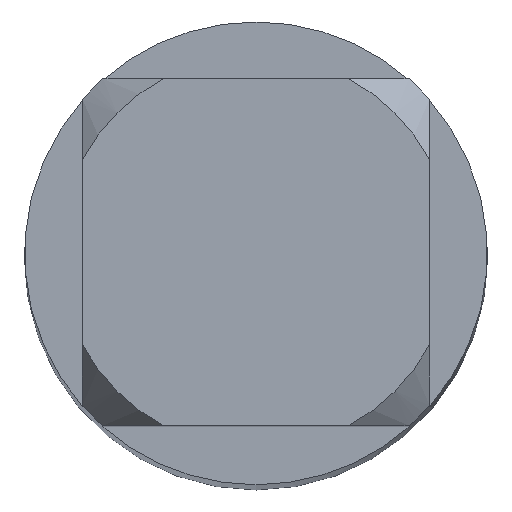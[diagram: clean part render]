
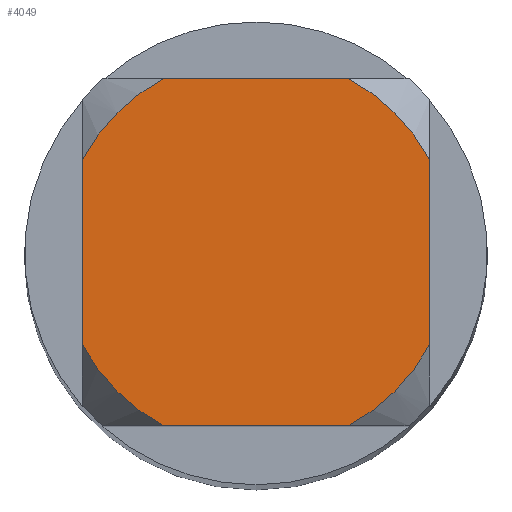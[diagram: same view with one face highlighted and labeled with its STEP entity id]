
A CAD part, top view. The second image highlights one B-rep face of the part: STEP entity #4049.
In plain terms, the highlighted planar face has unit normal (0, 0, 1).
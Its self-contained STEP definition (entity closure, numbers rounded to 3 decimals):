
#2279=VERTEX_POINT('',#6250);
#2285=VERTEX_POINT('',#6256);
#2865=VERTEX_POINT('',#6879);
#3271=EDGE_CURVE('',#4387,#3405,#7325,.T.);
#3353=VERTEX_POINT('',#7412);
#3405=VERTEX_POINT('',#7471);
#3503=EDGE_CURVE('',#4387,#3353,#7582,.T.);
#3811=VERTEX_POINT('',#7915);
#4049=ADVANCED_FACE('',(#8176),#8177,.T.);
#4155=EDGE_CURVE('',#2865,#3353,#8290,.T.);
#4237=EDGE_CURVE('',#2285,#3405,#8379,.T.);
#4305=EDGE_CURVE('',#2865,#3811,#8455,.T.);
#4323=EDGE_CURVE('',#2279,#5877,#8473,.T.);
#4387=VERTEX_POINT('',#8541);
#5519=EDGE_CURVE('',#2285,#5877,#9776,.T.);
#5727=EDGE_CURVE('',#2279,#3811,#10006,.T.);
#5877=VERTEX_POINT('',#10170);
#6250=CARTESIAN_POINT('',(1.5,-0.8,0.0));
#6256=CARTESIAN_POINT('',(-0.8,-1.5,0.0));
#6879=CARTESIAN_POINT('',(0.8,1.5,0.0));
#7325=LINE('',#15078,#15079);
#7412=CARTESIAN_POINT('',(-0.8,1.5,0.0));
#7471=CARTESIAN_POINT('',(-1.5,-0.8,0.0));
#7582=CIRCLE('',#16186,1.7);
#7915=CARTESIAN_POINT('',(1.5,0.8,0.0));
#8176=FACE_OUTER_BOUND('',#18228,.T.);
#8177=PLANE('',#18229);
#8290=LINE('',#18468,#18469);
#8379=CIRCLE('',#18785,1.7);
#8455=CIRCLE('',#19062,1.7);
#8473=CIRCLE('',#19091,1.7);
#8541=CARTESIAN_POINT('',(-1.5,0.8,0.0));
#9776=LINE('',#23916,#23917);
#10006=LINE('',#24685,#24686);
#10170=CARTESIAN_POINT('',(0.8,-1.5,0.0));
#15078=CARTESIAN_POINT('',(-1.5,0.425,0.0));
#15079=VECTOR('',#26595,1.0);
#16186=AXIS2_PLACEMENT_3D('',#26855,#26856,#26857);
#18228=EDGE_LOOP('',(#27427,#27428,#27429,#27430,#27431,#27432,#27433,#27434));
#18229=AXIS2_PLACEMENT_3D('',#27435,#27436,#27437);
#18468=CARTESIAN_POINT('',(0.0,1.5,0.0));
#18469=VECTOR('',#27535,1.0);
#18785=AXIS2_PLACEMENT_3D('',#27609,#27610,#27611);
#19062=AXIS2_PLACEMENT_3D('',#27686,#27687,#27688);
#19091=AXIS2_PLACEMENT_3D('',#27696,#27697,#27698);
#23916=CARTESIAN_POINT('',(0.0,-1.5,0.0));
#23917=VECTOR('',#29166,1.0);
#24685=CARTESIAN_POINT('',(1.5,0.425,0.0));
#24686=VECTOR('',#29381,1.0);
#26595=DIRECTION('',(-0.0,-1.0,0.0));
#26855=CARTESIAN_POINT('',(0.0,0.0,0.0));
#26856=DIRECTION('',(0.0,0.0,-1.0));
#26857=DIRECTION('',(0.0,1.0,0.0));
#27427=ORIENTED_EDGE('',*,*,#3271,.T.);
#27428=ORIENTED_EDGE('',*,*,#4237,.F.);
#27429=ORIENTED_EDGE('',*,*,#5519,.T.);
#27430=ORIENTED_EDGE('',*,*,#4323,.F.);
#27431=ORIENTED_EDGE('',*,*,#5727,.T.);
#27432=ORIENTED_EDGE('',*,*,#4305,.F.);
#27433=ORIENTED_EDGE('',*,*,#4155,.T.);
#27434=ORIENTED_EDGE('',*,*,#3503,.F.);
#27435=CARTESIAN_POINT('',(0.0,0.85,0.0));
#27436=DIRECTION('',(-0.0,0.0,1.0));
#27437=DIRECTION('',(0.0,-1.0,0.0));
#27535=DIRECTION('',(-1.0,0.0,0.0));
#27609=CARTESIAN_POINT('',(0.0,0.0,0.0));
#27610=DIRECTION('',(0.0,0.0,-1.0));
#27611=DIRECTION('',(0.0,1.0,0.0));
#27686=CARTESIAN_POINT('',(0.0,0.0,0.0));
#27687=DIRECTION('',(0.0,0.0,-1.0));
#27688=DIRECTION('',(0.0,1.0,0.0));
#27696=CARTESIAN_POINT('',(0.0,0.0,0.0));
#27697=DIRECTION('',(0.0,0.0,-1.0));
#27698=DIRECTION('',(0.0,1.0,0.0));
#29166=DIRECTION('',(1.0,0.0,0.0));
#29381=DIRECTION('',(-0.0,1.0,0.0));
